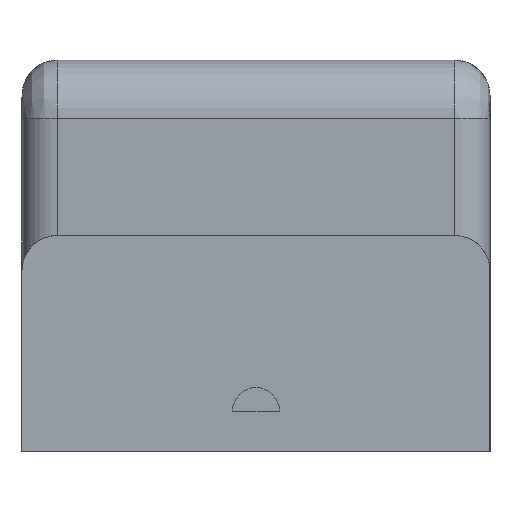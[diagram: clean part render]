
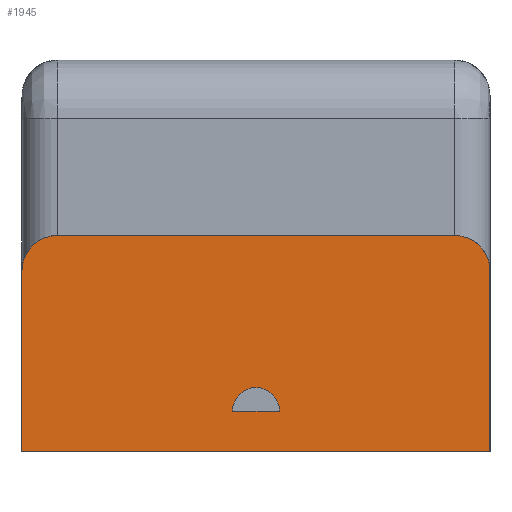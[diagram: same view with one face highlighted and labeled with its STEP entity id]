
A CAD part, left-side view. The second image highlights one B-rep face of the part: STEP entity #1945.
In plain terms, the highlighted planar face has unit normal (-1, 0, 0).
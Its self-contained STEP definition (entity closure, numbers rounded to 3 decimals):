
#31=FACE_BOUND('',#386,.T.);
#32=CIRCLE('',#2039,2.);
#56=CIRCLE('',#2095,3.);
#57=CIRCLE('',#2096,3.);
#264=FACE_OUTER_BOUND('',#385,.T.);
#385=EDGE_LOOP('',(#1484,#1485,#1486,#1487,#1488,#1489));
#386=EDGE_LOOP('',(#1490,#1491));
#501=LINE('',#2969,#667);
#508=LINE('',#3004,#674);
#551=LINE('',#3137,#717);
#552=LINE('',#3141,#718);
#553=LINE('',#3144,#719);
#667=VECTOR('',#2301,10.);
#674=VECTOR('',#2320,10.);
#717=VECTOR('',#2477,10.);
#718=VECTOR('',#2480,10.);
#719=VECTOR('',#2483,10.);
#802=VERTEX_POINT('',#2906);
#833=VERTEX_POINT('',#2967);
#842=VERTEX_POINT('',#3002);
#843=VERTEX_POINT('',#3003);
#876=VERTEX_POINT('',#3136);
#877=VERTEX_POINT('',#3138);
#878=VERTEX_POINT('',#3140);
#879=VERTEX_POINT('',#3142);
#1011=EDGE_CURVE('',#802,#833,#501,.T.);
#1022=EDGE_CURVE('',#842,#843,#508,.T.);
#1025=EDGE_CURVE('',#833,#802,#32,.T.);
#1089=EDGE_CURVE('',#876,#842,#551,.T.);
#1090=EDGE_CURVE('',#877,#876,#56,.T.);
#1091=EDGE_CURVE('',#877,#878,#552,.T.);
#1092=EDGE_CURVE('',#879,#878,#57,.T.);
#1093=EDGE_CURVE('',#879,#843,#553,.T.);
#1484=ORIENTED_EDGE('',*,*,#1089,.F.);
#1485=ORIENTED_EDGE('',*,*,#1090,.F.);
#1486=ORIENTED_EDGE('',*,*,#1091,.T.);
#1487=ORIENTED_EDGE('',*,*,#1092,.F.);
#1488=ORIENTED_EDGE('',*,*,#1093,.T.);
#1489=ORIENTED_EDGE('',*,*,#1022,.F.);
#1490=ORIENTED_EDGE('',*,*,#1011,.T.);
#1491=ORIENTED_EDGE('',*,*,#1025,.T.);
#1891=PLANE('',#2094);
#1945=ADVANCED_FACE('',(#264,#31),#1891,.T.);
#2039=AXIS2_PLACEMENT_3D('',#3008,#2325,#2326);
#2094=AXIS2_PLACEMENT_3D('',#3135,#2475,#2476);
#2095=AXIS2_PLACEMENT_3D('',#3139,#2478,#2479);
#2096=AXIS2_PLACEMENT_3D('',#3143,#2481,#2482);
#2301=DIRECTION('',(0.,1.,0.));
#2320=DIRECTION('',(0.,1.,0.));
#2325=DIRECTION('center_axis',(1.,0.,0.));
#2326=DIRECTION('ref_axis',(0.,-0.707,0.707));
#2475=DIRECTION('center_axis',(-1.,0.,0.));
#2476=DIRECTION('ref_axis',(0.,0.,1.));
#2477=DIRECTION('',(0.,0.,-1.));
#2478=DIRECTION('center_axis',(1.,0.,0.));
#2479=DIRECTION('ref_axis',(0.,-0.707,0.707));
#2480=DIRECTION('',(0.,1.,0.));
#2481=DIRECTION('center_axis',(1.,0.,0.));
#2482=DIRECTION('ref_axis',(0.,0.707,0.707));
#2483=DIRECTION('',(0.,0.,-1.));
#2906=CARTESIAN_POINT('',(-5.,18.,0.));
#2967=CARTESIAN_POINT('',(-5.,22.,0.));
#2969=CARTESIAN_POINT('',(-5.,0.,0.));
#3002=CARTESIAN_POINT('',(-5.,0.,-3.5));
#3003=CARTESIAN_POINT('',(-5.,40.,-3.5));
#3004=CARTESIAN_POINT('',(-5.,0.,-3.5));
#3008=CARTESIAN_POINT('Origin',(-5.,20.,0.));
#3135=CARTESIAN_POINT('Origin',(-5.,0.,0.));
#3136=CARTESIAN_POINT('',(-5.,0.,12.));
#3137=CARTESIAN_POINT('',(-5.,0.,0.));
#3138=CARTESIAN_POINT('',(-5.,3.,15.));
#3139=CARTESIAN_POINT('Origin',(-5.,3.,12.));
#3140=CARTESIAN_POINT('',(-5.,37.,15.));
#3141=CARTESIAN_POINT('',(-5.,0.,15.));
#3142=CARTESIAN_POINT('',(-5.,40.,12.));
#3143=CARTESIAN_POINT('Origin',(-5.,37.,12.));
#3144=CARTESIAN_POINT('',(-5.,40.,0.));
